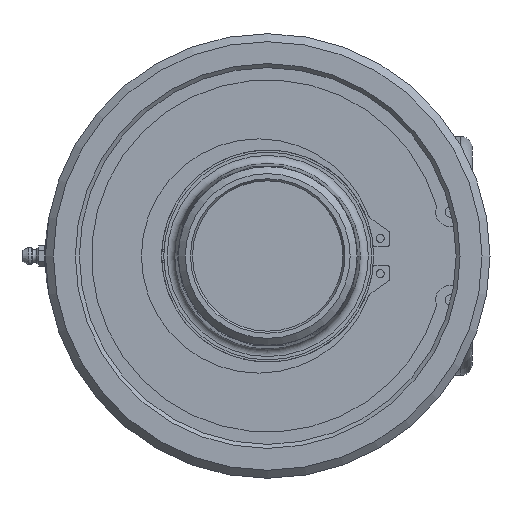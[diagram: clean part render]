
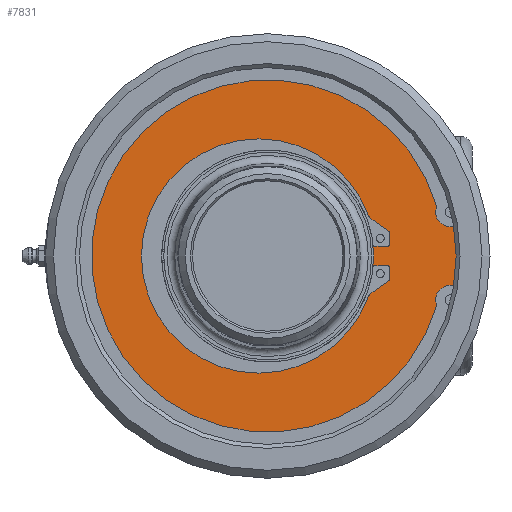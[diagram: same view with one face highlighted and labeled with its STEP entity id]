
A CAD part, left-side view. The second image highlights one B-rep face of the part: STEP entity #7831.
In plain terms, the highlighted planar face has unit normal (-1, 0, 0).
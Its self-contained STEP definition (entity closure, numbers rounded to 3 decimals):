
#95=FACE_BOUND('',#2660,.T.);
#96=FACE_BOUND('',#2661,.T.);
#875=LINE('',#43493,#1310);
#876=LINE('',#43500,#1311);
#877=LINE('',#43509,#1312);
#878=LINE('',#43513,#1313);
#879=LINE('',#43517,#1314);
#880=LINE('',#43525,#1315);
#881=LINE('',#43529,#1316);
#882=LINE('',#43532,#1317);
#1310=VECTOR('',#10097,10.);
#1311=VECTOR('',#10104,10.);
#1312=VECTOR('',#10111,10.);
#1313=VECTOR('',#10114,10.);
#1314=VECTOR('',#10117,10.);
#1315=VECTOR('',#10124,10.);
#1316=VECTOR('',#10127,10.);
#1317=VECTOR('',#10130,10.);
#2172=FACE_OUTER_BOUND('',#2659,.T.);
#2659=EDGE_LOOP('',(#7014,#7015,#7016,#7017,#7018,#7019));
#2660=EDGE_LOOP('',(#7020,#7021,#7022,#7023,#7024,#7025,#7026,#7027,#7028,
#7029,#7030,#7031,#7032,#7033,#7034,#7035));
#2661=EDGE_LOOP('',(#7036,#7037));
#2942=CIRCLE('',#8386,40.3);
#2943=CIRCLE('',#8387,40.3);
#2988=CIRCLE('',#8466,80.95);
#2994=CIRCLE('',#8476,5.779);
#2995=CIRCLE('',#8477,70.587);
#2996=CIRCLE('',#8478,5.779);
#2997=CIRCLE('',#8479,1.058);
#2998=CIRCLE('',#8480,46.952);
#2999=CIRCLE('',#8481,1.058);
#3000=CIRCLE('',#8482,1.058);
#3001=CIRCLE('',#8483,1.058);
#3002=CIRCLE('',#8484,1.058);
#3003=CIRCLE('',#8485,41.364);
#3004=CIRCLE('',#8486,1.058);
#3005=CIRCLE('',#8487,1.058);
#3006=CIRCLE('',#8488,1.058);
#3669=VERTEX_POINT('',#42683);
#3670=VERTEX_POINT('',#42684);
#3732=VERTEX_POINT('',#43464);
#3733=VERTEX_POINT('',#43466);
#3740=VERTEX_POINT('',#43492);
#3741=VERTEX_POINT('',#43494);
#3742=VERTEX_POINT('',#43496);
#3743=VERTEX_POINT('',#43498);
#3744=VERTEX_POINT('',#43501);
#3745=VERTEX_POINT('',#43502);
#3746=VERTEX_POINT('',#43504);
#3747=VERTEX_POINT('',#43506);
#3748=VERTEX_POINT('',#43508);
#3749=VERTEX_POINT('',#43510);
#3750=VERTEX_POINT('',#43512);
#3751=VERTEX_POINT('',#43514);
#3752=VERTEX_POINT('',#43516);
#3753=VERTEX_POINT('',#43518);
#3754=VERTEX_POINT('',#43520);
#3755=VERTEX_POINT('',#43522);
#3756=VERTEX_POINT('',#43524);
#3757=VERTEX_POINT('',#43526);
#3758=VERTEX_POINT('',#43528);
#3759=VERTEX_POINT('',#43530);
#4740=EDGE_CURVE('',#3669,#3670,#2942,.T.);
#4741=EDGE_CURVE('',#3670,#3669,#2943,.T.);
#4838=EDGE_CURVE('',#3732,#3733,#2988,.T.);
#4849=EDGE_CURVE('',#3732,#3740,#875,.T.);
#4850=EDGE_CURVE('',#3740,#3741,#2994,.T.);
#4851=EDGE_CURVE('',#3741,#3742,#2995,.T.);
#4852=EDGE_CURVE('',#3742,#3743,#2996,.T.);
#4853=EDGE_CURVE('',#3743,#3733,#876,.T.);
#4854=EDGE_CURVE('',#3744,#3745,#2997,.T.);
#4855=EDGE_CURVE('',#3745,#3746,#2998,.T.);
#4856=EDGE_CURVE('',#3746,#3747,#2999,.T.);
#4857=EDGE_CURVE('',#3747,#3748,#877,.T.);
#4858=EDGE_CURVE('',#3748,#3749,#3000,.T.);
#4859=EDGE_CURVE('',#3749,#3750,#878,.T.);
#4860=EDGE_CURVE('',#3750,#3751,#3001,.T.);
#4861=EDGE_CURVE('',#3751,#3752,#879,.T.);
#4862=EDGE_CURVE('',#3752,#3753,#3002,.T.);
#4863=EDGE_CURVE('',#3753,#3754,#3003,.T.);
#4864=EDGE_CURVE('',#3754,#3755,#3004,.T.);
#4865=EDGE_CURVE('',#3755,#3756,#880,.T.);
#4866=EDGE_CURVE('',#3756,#3757,#3005,.T.);
#4867=EDGE_CURVE('',#3757,#3758,#881,.T.);
#4868=EDGE_CURVE('',#3758,#3759,#3006,.T.);
#4869=EDGE_CURVE('',#3759,#3744,#882,.T.);
#7014=ORIENTED_EDGE('',*,*,#4849,.T.);
#7015=ORIENTED_EDGE('',*,*,#4850,.T.);
#7016=ORIENTED_EDGE('',*,*,#4851,.T.);
#7017=ORIENTED_EDGE('',*,*,#4852,.T.);
#7018=ORIENTED_EDGE('',*,*,#4853,.T.);
#7019=ORIENTED_EDGE('',*,*,#4838,.F.);
#7020=ORIENTED_EDGE('',*,*,#4854,.T.);
#7021=ORIENTED_EDGE('',*,*,#4855,.T.);
#7022=ORIENTED_EDGE('',*,*,#4856,.T.);
#7023=ORIENTED_EDGE('',*,*,#4857,.T.);
#7024=ORIENTED_EDGE('',*,*,#4858,.T.);
#7025=ORIENTED_EDGE('',*,*,#4859,.T.);
#7026=ORIENTED_EDGE('',*,*,#4860,.T.);
#7027=ORIENTED_EDGE('',*,*,#4861,.T.);
#7028=ORIENTED_EDGE('',*,*,#4862,.T.);
#7029=ORIENTED_EDGE('',*,*,#4863,.T.);
#7030=ORIENTED_EDGE('',*,*,#4864,.T.);
#7031=ORIENTED_EDGE('',*,*,#4865,.T.);
#7032=ORIENTED_EDGE('',*,*,#4866,.T.);
#7033=ORIENTED_EDGE('',*,*,#4867,.T.);
#7034=ORIENTED_EDGE('',*,*,#4868,.T.);
#7035=ORIENTED_EDGE('',*,*,#4869,.T.);
#7036=ORIENTED_EDGE('',*,*,#4740,.T.);
#7037=ORIENTED_EDGE('',*,*,#4741,.T.);
#7414=PLANE('',#8475);
#7831=ADVANCED_FACE('',(#2172,#95,#96),#7414,.T.);
#8386=AXIS2_PLACEMENT_3D('',#42685,#9892,#9893);
#8387=AXIS2_PLACEMENT_3D('',#42686,#9894,#9895);
#8466=AXIS2_PLACEMENT_3D('',#43467,#10074,#10075);
#8475=AXIS2_PLACEMENT_3D('',#43491,#10095,#10096);
#8476=AXIS2_PLACEMENT_3D('',#43495,#10098,#10099);
#8477=AXIS2_PLACEMENT_3D('',#43497,#10100,#10101);
#8478=AXIS2_PLACEMENT_3D('',#43499,#10102,#10103);
#8479=AXIS2_PLACEMENT_3D('',#43503,#10105,#10106);
#8480=AXIS2_PLACEMENT_3D('',#43505,#10107,#10108);
#8481=AXIS2_PLACEMENT_3D('',#43507,#10109,#10110);
#8482=AXIS2_PLACEMENT_3D('',#43511,#10112,#10113);
#8483=AXIS2_PLACEMENT_3D('',#43515,#10115,#10116);
#8484=AXIS2_PLACEMENT_3D('',#43519,#10118,#10119);
#8485=AXIS2_PLACEMENT_3D('',#43521,#10120,#10121);
#8486=AXIS2_PLACEMENT_3D('',#43523,#10122,#10123);
#8487=AXIS2_PLACEMENT_3D('',#43527,#10125,#10126);
#8488=AXIS2_PLACEMENT_3D('',#43531,#10128,#10129);
#9892=DIRECTION('center_axis',(1.,0.,0.));
#9893=DIRECTION('ref_axis',(0.,1.,0.));
#9894=DIRECTION('center_axis',(1.,0.,0.));
#9895=DIRECTION('ref_axis',(0.,1.,0.));
#10074=DIRECTION('center_axis',(1.,0.,0.));
#10075=DIRECTION('ref_axis',(0.,1.,0.));
#10095=DIRECTION('center_axis',(-1.,0.,0.));
#10096=DIRECTION('ref_axis',(0.,0.,1.));
#10097=DIRECTION('',(0.,1.,0.));
#10098=DIRECTION('center_axis',(1.,0.,0.));
#10099=DIRECTION('ref_axis',(0.,-0.923,-0.384));
#10100=DIRECTION('center_axis',(-1.,0.,0.));
#10101=DIRECTION('ref_axis',(0.,-0.96,0.28));
#10102=DIRECTION('center_axis',(1.,0.,0.));
#10103=DIRECTION('ref_axis',(0.,0.,-1.));
#10104=DIRECTION('',(0.,-1.,0.));
#10105=DIRECTION('center_axis',(-1.,0.,0.));
#10106=DIRECTION('ref_axis',(0.,0.795,0.606));
#10107=DIRECTION('center_axis',(1.,0.,0.));
#10108=DIRECTION('ref_axis',(0.,-0.944,0.329));
#10109=DIRECTION('center_axis',(-1.,0.,0.));
#10110=DIRECTION('ref_axis',(0.,0.795,-0.606));
#10111=DIRECTION('',(0.,-0.819,-0.574));
#10112=DIRECTION('center_axis',(1.,0.,0.));
#10113=DIRECTION('ref_axis',(0.,-0.887,0.461));
#10114=DIRECTION('',(0.,0.,-1.));
#10115=DIRECTION('center_axis',(1.,0.,0.));
#10116=DIRECTION('ref_axis',(0.,-0.707,-0.707));
#10117=DIRECTION('',(0.,1.,0.));
#10118=DIRECTION('center_axis',(1.,0.,0.));
#10119=DIRECTION('ref_axis',(0.,0.664,-0.747));
#10120=DIRECTION('center_axis',(-1.,0.,0.));
#10121=DIRECTION('ref_axis',(0.,0.996,-0.095));
#10122=DIRECTION('center_axis',(1.,0.,0.));
#10123=DIRECTION('ref_axis',(0.,0.664,0.747));
#10124=DIRECTION('',(0.,-1.,0.));
#10125=DIRECTION('center_axis',(1.,0.,0.));
#10126=DIRECTION('ref_axis',(0.,-0.707,0.707));
#10127=DIRECTION('',(0.,0.,-1.));
#10128=DIRECTION('center_axis',(1.,0.,0.));
#10129=DIRECTION('ref_axis',(0.,-0.887,-0.461));
#10130=DIRECTION('',(0.,0.819,-0.574));
#42683=CARTESIAN_POINT('',(10.86,40.3,0.));
#42684=CARTESIAN_POINT('',(10.86,-40.3,0.));
#42685=CARTESIAN_POINT('Origin',(10.86,0.,0.));
#42686=CARTESIAN_POINT('Origin',(10.86,0.,0.));
#43464=CARTESIAN_POINT('',(10.86,-80.086,11.798));
#43466=CARTESIAN_POINT('',(10.86,-80.086,-11.798));
#43467=CARTESIAN_POINT('Origin',(10.86,0.,0.));
#43491=CARTESIAN_POINT('Origin',(10.86,61.725,0.));
#43492=CARTESIAN_POINT('',(10.86,-73.088,11.798));
#43493=CARTESIAN_POINT('',(10.86,-5.681,11.798));
#43494=CARTESIAN_POINT('',(10.86,-67.753,19.798));
#43495=CARTESIAN_POINT('Origin',(10.86,-73.088,17.577));
#43496=CARTESIAN_POINT('',(10.86,-67.753,-19.798));
#43497=CARTESIAN_POINT('Origin',(10.86,0.,0.));
#43498=CARTESIAN_POINT('',(10.86,-73.088,-11.798));
#43499=CARTESIAN_POINT('Origin',(10.86,-73.088,-17.577));
#43500=CARTESIAN_POINT('',(10.86,-9.18,-11.798));
#43501=CARTESIAN_POINT('',(10.86,-40.952,-15.27));
#43502=CARTESIAN_POINT('',(10.86,-40.563,-15.781));
#43503=CARTESIAN_POINT('Origin',(10.86,-41.559,-16.137));
#43504=CARTESIAN_POINT('',(10.86,-40.563,15.781));
#43505=CARTESIAN_POINT('Origin',(10.86,3.658,0.));
#43506=CARTESIAN_POINT('',(10.86,-40.952,15.27));
#43507=CARTESIAN_POINT('Origin',(10.86,-41.559,16.137));
#43508=CARTESIAN_POINT('',(10.86,-48.551,9.943));
#43509=CARTESIAN_POINT('',(10.86,-14.146,34.064));
#43510=CARTESIAN_POINT('',(10.86,-49.002,9.076));
#43511=CARTESIAN_POINT('Origin',(10.86,-47.943,9.076));
#43512=CARTESIAN_POINT('',(10.86,-49.002,4.97));
#43513=CARTESIAN_POINT('',(10.86,-49.002,1.956));
#43514=CARTESIAN_POINT('',(10.86,-47.943,3.912));
#43515=CARTESIAN_POINT('Origin',(10.86,-47.943,4.97));
#43516=CARTESIAN_POINT('',(10.86,-42.13,3.912));
#43517=CARTESIAN_POINT('',(10.86,10.273,3.912));
#43518=CARTESIAN_POINT('',(10.86,-41.079,4.846));
#43519=CARTESIAN_POINT('Origin',(10.86,-42.13,4.97));
#43520=CARTESIAN_POINT('',(10.86,-41.079,-4.846));
#43521=CARTESIAN_POINT('Origin',(10.86,0.,0.));
#43522=CARTESIAN_POINT('',(10.86,-42.13,-3.912));
#43523=CARTESIAN_POINT('Origin',(10.86,-42.13,-4.97));
#43524=CARTESIAN_POINT('',(10.86,-47.943,-3.912));
#43525=CARTESIAN_POINT('',(10.86,6.362,-3.912));
#43526=CARTESIAN_POINT('',(10.86,-49.002,-4.97));
#43527=CARTESIAN_POINT('Origin',(10.86,-47.943,-4.97));
#43528=CARTESIAN_POINT('',(10.86,-49.002,-9.076));
#43529=CARTESIAN_POINT('',(10.86,-49.002,-4.813));
#43530=CARTESIAN_POINT('',(10.86,-48.551,-9.943));
#43531=CARTESIAN_POINT('Origin',(10.86,-47.943,-9.076));
#43532=CARTESIAN_POINT('',(10.86,-9.982,-36.983));
